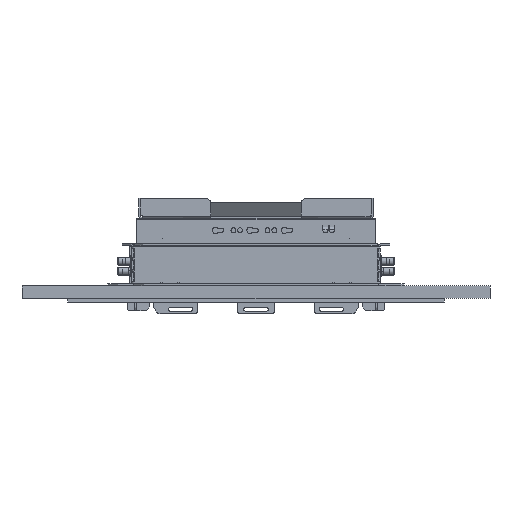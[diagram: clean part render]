
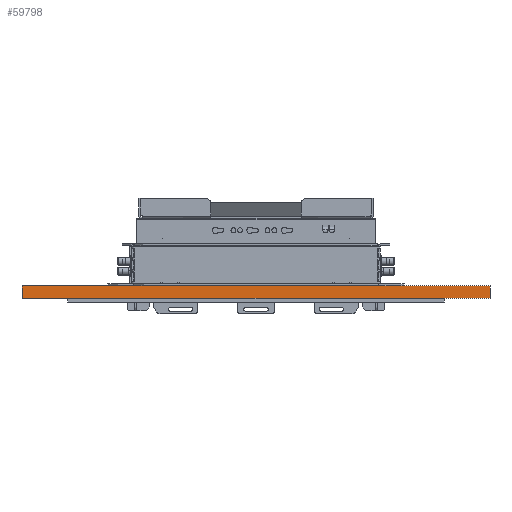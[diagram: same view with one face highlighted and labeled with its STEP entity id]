
A CAD part, left-side view. The second image highlights one B-rep face of the part: STEP entity #59798.
In plain terms, the highlighted planar face has unit normal (-1, 0, 0).
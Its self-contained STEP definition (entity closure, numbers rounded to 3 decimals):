
#236 = EDGE_LOOP ( 'NONE', ( #57175, #21300, #107901, #45879 ) ) ;
#2595 = VECTOR ( 'NONE', #85176, 1000. ) ;
#9237 = LINE ( 'NONE', #94408, #9467 ) ;
#9467 = VECTOR ( 'NONE', #104032, 1000. ) ;
#14094 = DIRECTION ( 'NONE',  ( 0., 0., -1. ) ) ;
#17100 = CARTESIAN_POINT ( 'NONE',  ( -237.5, 237.5, 12.5 ) ) ;
#19623 = VERTEX_POINT ( 'NONE', #17100 ) ;
#21300 = ORIENTED_EDGE ( 'NONE', *, *, #92072, .F. ) ;
#22445 = DIRECTION ( 'NONE',  ( 0., 0., -1. ) ) ;
#24320 = VECTOR ( 'NONE', #101067, 1000. ) ;
#25918 = CARTESIAN_POINT ( 'NONE',  ( -237.5, -237.5, 12.5 ) ) ;
#31777 = LINE ( 'NONE', #66430, #24320 ) ;
#37016 = CARTESIAN_POINT ( 'NONE',  ( -237.5, -237.5, 0. ) ) ;
#38718 = VERTEX_POINT ( 'NONE', #111851 ) ;
#45879 = ORIENTED_EDGE ( 'NONE', *, *, #78442, .T. ) ;
#50491 = LINE ( 'NONE', #102174, #2595 ) ;
#57175 = ORIENTED_EDGE ( 'NONE', *, *, #78373, .T. ) ;
#59798 = ADVANCED_FACE ( 'NONE', ( #109401 ), #102032, .F. ) ;
#65592 = LINE ( 'NONE', #92822, #84478 ) ;
#66430 = CARTESIAN_POINT ( 'NONE',  ( -237.5, 237.5, 12.5 ) ) ;
#67973 = CARTESIAN_POINT ( 'NONE',  ( -237.5, -237.5, 12.5 ) ) ;
#73412 = EDGE_CURVE ( 'NONE', #19623, #77176, #9237, .T. ) ;
#76516 = DIRECTION ( 'NONE',  ( 1., 0., 0. ) ) ;
#76919 = AXIS2_PLACEMENT_3D ( 'NONE', #67973, #76516, #14094 ) ;
#77176 = VERTEX_POINT ( 'NONE', #25918 ) ;
#78373 = EDGE_CURVE ( 'NONE', #38718, #101558, #50491, .T. ) ;
#78442 = EDGE_CURVE ( 'NONE', #19623, #38718, #31777, .T. ) ;
#84478 = VECTOR ( 'NONE', #22445, 1000. ) ;
#85176 = DIRECTION ( 'NONE',  ( 0., -1., 0. ) ) ;
#92072 = EDGE_CURVE ( 'NONE', #77176, #101558, #65592, .T. ) ;
#92822 = CARTESIAN_POINT ( 'NONE',  ( -237.5, -237.5, 12.5 ) ) ;
#94408 = CARTESIAN_POINT ( 'NONE',  ( -237.5, -237.5, 12.5 ) ) ;
#101067 = DIRECTION ( 'NONE',  ( 0., 0., -1. ) ) ;
#101558 = VERTEX_POINT ( 'NONE', #37016 ) ;
#102032 = PLANE ( 'NONE',  #76919 ) ;
#102174 = CARTESIAN_POINT ( 'NONE',  ( -237.5, -237.5, 0. ) ) ;
#104032 = DIRECTION ( 'NONE',  ( 0., -1., 0. ) ) ;
#107901 = ORIENTED_EDGE ( 'NONE', *, *, #73412, .F. ) ;
#109401 = FACE_OUTER_BOUND ( 'NONE', #236, .T. ) ;
#111851 = CARTESIAN_POINT ( 'NONE',  ( -237.5, 237.5, 0. ) ) ;
